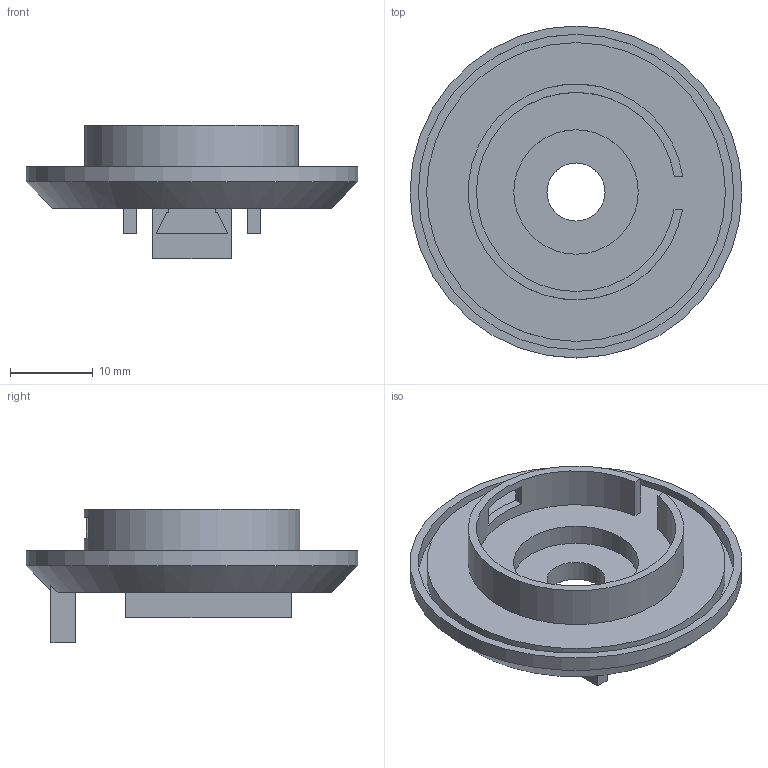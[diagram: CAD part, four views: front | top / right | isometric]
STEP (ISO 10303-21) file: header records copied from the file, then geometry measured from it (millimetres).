
FILE_DESCRIPTION(/* description */ (''),/* implementation_level */ '2;1');
FILE_NAME(/* name */ 'SpringHolder v3.step',/* time_stamp */ '2022-11-17T21:30:20-05:00',/* author */ (''),/* organization */ (''),/* preprocessor_version */ 'ST-DEVELOPER v19.2',/* originating_system */ 'Autodesk Translation Framework v11.17.0.187',/* authorisation */ '');
FILE_SCHEMA (('AUTOMOTIVE_DESIGN { 1 0 10303 214 3 1 1 }'));
Length unit declared in the file: millimetre
Products named in the file (1): SpringHolder
Bounding box: 40 x 40 x 16.1 mm (x, y, z)
Volume: 5710.4 mm3; surface area: 4696.3 mm2
Topology: 1 solids, 1 shells, 44 faces, 105 edges, 70 vertices
Faces by surface type: plane 36, cylinder 7, cone 1
Full cylindrical faces by diameter (mm): 7 x1, 15 x1, 36 x1, 38 x1, 40 x1
Entity records: 1315 total; most frequent: CARTESIAN_POINT 226, DIRECTION 213, ORIENTED_EDGE 210, EDGE_CURVE 105, LINE 81, VECTOR 81, VERTEX_POINT 70, AXIS2_PLACEMENT_3D 66
